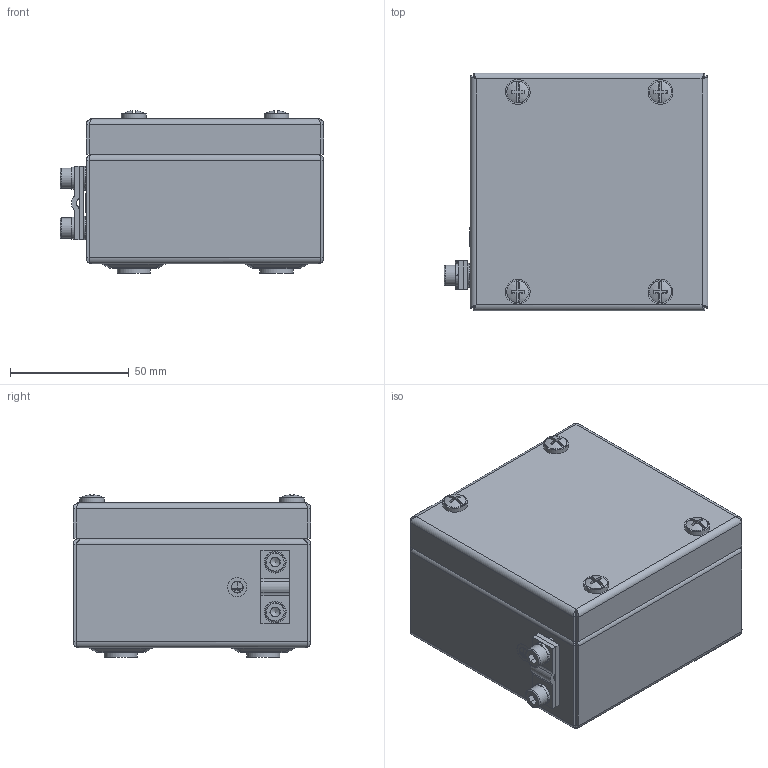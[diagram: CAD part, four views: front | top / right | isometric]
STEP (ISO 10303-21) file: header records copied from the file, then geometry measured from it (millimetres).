
FILE_DESCRIPTION (( 'STEP AP214' ), '1' );
FILE_NAME ('34101006.STEP', '2017-12-12T12:37:52', ( 'Macha' ), ( 'Hewlett-Packard Company' ), 'SwSTEP 2.0', 'SolidWorks 2017', '' );
FILE_SCHEMA (( 'AUTOMOTIVE_DESIGN' ));
Length unit declared in the file: millimetre
Products named in the file (18): 56800_Ex; 42107; 95498; 42400_Ex; 92081; 95947; 42415_Ex-Unterteil; 56818_Ex; 41070; 93238; 82410_37101006; 92684; 34101006; 86003_Bl.1,25; 83015; 94753; 93379; 93216
Assembly tree (37 placements, depth 3):
  34101006
    56800_Ex
      42415_Ex-Unterteil
      86003_Bl.1,25  x4
      42107  x2
      94753  x4
    56818_Ex
      42400_Ex
      82410_37101006
      41070  x4
      93216  x4
      93379
    92684
    86003_Bl.1,25  x2
    95947
    95498
    93238  x2
    83015  x2
    92081  x4
Bounding box: 111 x 100 x 68.36 mm (x, y, z)
Volume: 104616.6 mm3; surface area: 135896.7 mm2
Topology: 35 solids, 35 shells, 978 faces, 2105 edges, 1260 vertices
Faces by surface type: plane 515, cylinder 265, bspline 92, cone 56, torus 26, sphere 24
Full cylindrical faces by diameter (mm): 1.9 x1, 3.3 x2, 4.2 x6, 4.7 x4, 5 x10, 5.9 x6, 6 x1, 6.5 x4, 7 x18, 8 x12, 8.5 x6, 9 x6, 10 x10, 10.4 x4, 12 x1, 14 x4
Entity records: 18524 total; most frequent: CARTESIAN_POINT 5806, DIRECTION 2342, ORIENTED_EDGE 2334, EDGE_CURVE 1167, AXIS2_PLACEMENT_3D 835, VERTEX_POINT 709, EDGE_LOOP 688, LINE 672
